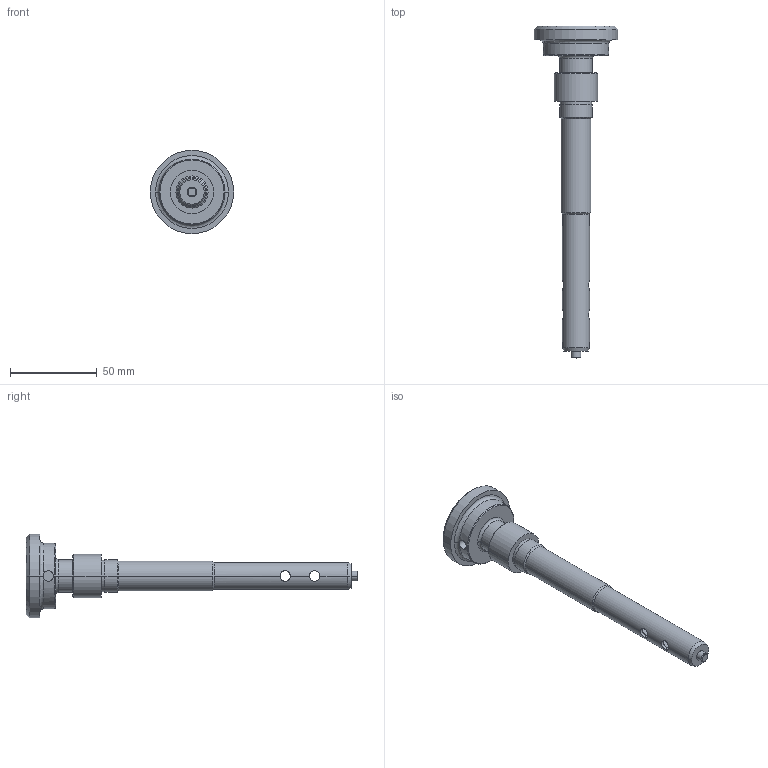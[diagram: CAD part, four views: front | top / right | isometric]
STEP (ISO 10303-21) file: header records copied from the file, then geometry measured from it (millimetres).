
FILE_DESCRIPTION (( 'STEP AP203' ), '1' );
FILE_NAME ('sw cx Vaporizer - axle.STEP', '2007-11-23T13:17:32', ( 'Robert' ), ( 'UPB' ), 'SwSTEP 2.0', 'SolidWorks 2002296', '' );
FILE_SCHEMA (( 'CONFIG_CONTROL_DESIGN' ));
Length unit declared in the file: millimetre
Products named in the file (1): sw cx Vaporizer - axle
Bounding box: 48 x 191.5 x 48 mm (x, y, z)
Volume: 41124.9 mm3; surface area: 22895.2 mm2
Topology: 1 solids, 1 shells, 77 faces, 194 edges, 122 vertices
Faces by surface type: cylinder 35, cone 20, plane 18, torus 4
Entity records: 2987 total; most frequent: CARTESIAN_POINT 1070, ORIENTED_EDGE 388, DIRECTION 384, EDGE_CURVE 194, AXIS2_PLACEMENT_3D 160, VERTEX_POINT 122, EDGE_LOOP 88, CIRCLE 82
